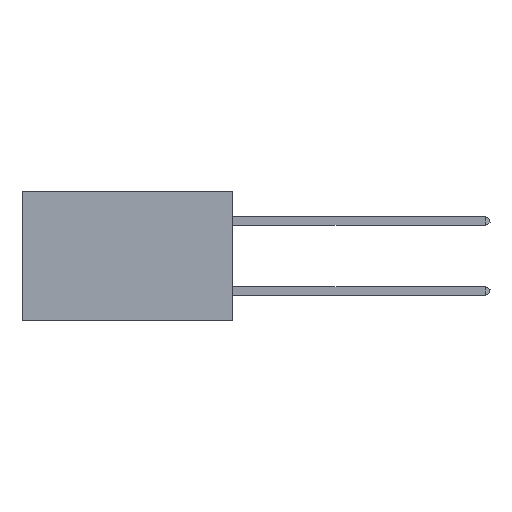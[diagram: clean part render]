
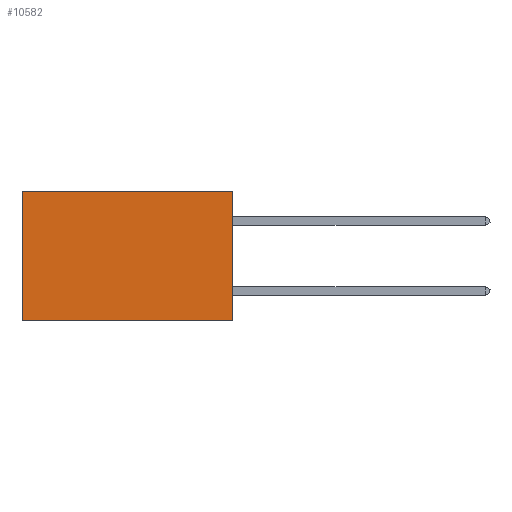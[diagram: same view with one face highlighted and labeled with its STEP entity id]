
A CAD part, left-side view. The second image highlights one B-rep face of the part: STEP entity #10582.
In plain terms, the highlighted planar face has unit normal (-1, 0, 0).
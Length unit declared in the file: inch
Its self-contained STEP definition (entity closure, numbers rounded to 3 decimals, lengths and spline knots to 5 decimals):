
#561 = AXIS2_PLACEMENT_3D ( 'NONE', #6333, #22144, #1026 ) ;
#1026 = DIRECTION ( 'NONE',  ( 0., 0., -1. ) ) ;
#1435 = CARTESIAN_POINT ( 'NONE',  ( 0.2875, 0., -0.37 ) ) ;
#2325 = ORIENTED_EDGE ( 'NONE', *, *, #13894, .T. ) ;
#2884 = DIRECTION ( 'NONE',  ( 0., 1., 0. ) ) ;
#4931 = VERTEX_POINT ( 'NONE', #1435 ) ;
#5711 = VECTOR ( 'NONE', #2884, 39.37008 ) ;
#6264 = PLANE ( 'NONE',  #561 ) ;
#6333 = CARTESIAN_POINT ( 'NONE',  ( 0.2875, 0., 0. ) ) ;
#6544 = CARTESIAN_POINT ( 'NONE',  ( 0.2875, 0.6, -0.37 ) ) ;
#8690 = LINE ( 'NONE', #16928, #19928 ) ;
#9891 = CARTESIAN_POINT ( 'NONE',  ( 0.2875, 0., 0. ) ) ;
#10045 = EDGE_CURVE ( 'NONE', #19935, #4931, #8690, .T. ) ;
#10305 = FACE_OUTER_BOUND ( 'NONE', #20685, .T. ) ;
#10582 = ADVANCED_FACE ( 'NONE', ( #10305 ), #6264, .F. ) ;
#11790 = EDGE_CURVE ( 'NONE', #4931, #15283, #12435, .T. ) ;
#12323 = EDGE_CURVE ( 'NONE', #19935, #16013, #19152, .T. ) ;
#12435 = LINE ( 'NONE', #16761, #19562 ) ;
#13372 = DIRECTION ( 'NONE',  ( 0., 1., 0. ) ) ;
#13396 = DIRECTION ( 'NONE',  ( 0., 0., -1. ) ) ;
#13407 = CARTESIAN_POINT ( 'NONE',  ( 0.2875, 0., 0. ) ) ;
#13894 = EDGE_CURVE ( 'NONE', #16013, #15283, #20715, .T. ) ;
#15283 = VERTEX_POINT ( 'NONE', #6544 ) ;
#15777 = CARTESIAN_POINT ( 'NONE',  ( 0.2875, 0.6, 0. ) ) ;
#15887 = ORIENTED_EDGE ( 'NONE', *, *, #11790, .F. ) ;
#15973 = DIRECTION ( 'NONE',  ( 0., 0., -1. ) ) ;
#16013 = VERTEX_POINT ( 'NONE', #15777 ) ;
#16761 = CARTESIAN_POINT ( 'NONE',  ( 0.2875, 0., -0.37 ) ) ;
#16928 = CARTESIAN_POINT ( 'NONE',  ( 0.2875, 0., 0. ) ) ;
#17282 = ORIENTED_EDGE ( 'NONE', *, *, #10045, .F. ) ;
#19152 = LINE ( 'NONE', #13407, #5711 ) ;
#19356 = VECTOR ( 'NONE', #15973, 39.37008 ) ;
#19562 = VECTOR ( 'NONE', #13372, 39.37008 ) ;
#19928 = VECTOR ( 'NONE', #13396, 39.37008 ) ;
#19935 = VERTEX_POINT ( 'NONE', #9891 ) ;
#20685 = EDGE_LOOP ( 'NONE', ( #2325, #15887, #17282, #20872 ) ) ;
#20715 = LINE ( 'NONE', #21416, #19356 ) ;
#20872 = ORIENTED_EDGE ( 'NONE', *, *, #12323, .T. ) ;
#21416 = CARTESIAN_POINT ( 'NONE',  ( 0.2875, 0.6, 0. ) ) ;
#22144 = DIRECTION ( 'NONE',  ( 1., 0., 0. ) ) ;
